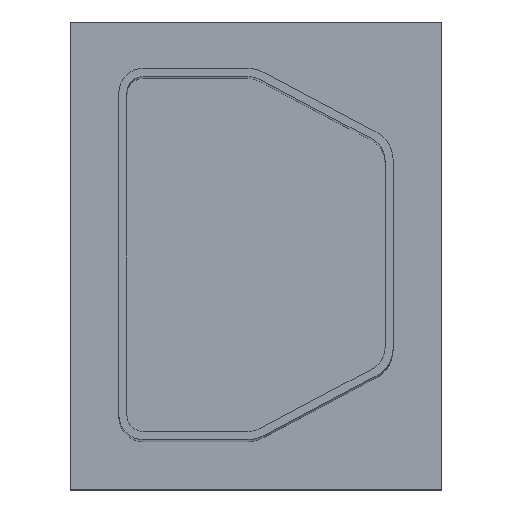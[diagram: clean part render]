
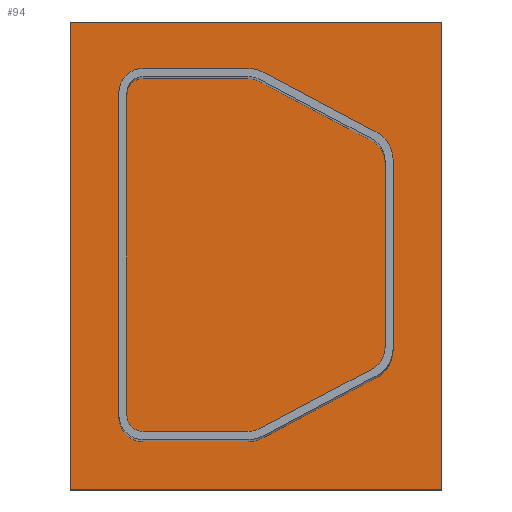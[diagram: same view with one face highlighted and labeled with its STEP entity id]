
A CAD part, top view. The second image highlights one B-rep face of the part: STEP entity #94.
In plain terms, the highlighted planar face has unit normal (0, 0, 1).
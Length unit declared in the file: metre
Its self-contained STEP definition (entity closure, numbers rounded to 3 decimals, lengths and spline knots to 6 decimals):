
#94=ADVANCED_FACE('2:1831',(#162),#163,.F.);
#162=FACE_OUTER_BOUND('',#230,.T.);
#163=PLANE('',#231);
#230=EDGE_LOOP('',(#491,#492,#493,#494));
#231=AXIS2_PLACEMENT_3D('',#495,#496,#497);
#491=ORIENTED_EDGE('',*,*,#583,.F.);
#492=ORIENTED_EDGE('',*,*,#574,.F.);
#493=ORIENTED_EDGE('',*,*,#578,.F.);
#494=ORIENTED_EDGE('',*,*,#581,.F.);
#495=CARTESIAN_POINT('',(0.023,0.029,0.005));
#496=DIRECTION('',(0.,0.,-1.0));
#497=DIRECTION('',(1.0,0.0,0.));
#574=EDGE_CURVE('2:1840',#707,#709,#710,.T.);
#578=EDGE_CURVE('2:1852',#714,#707,#716,.T.);
#581=EDGE_CURVE('2:1861',#719,#714,#721,.T.);
#583=EDGE_CURVE('2:1867',#709,#719,#723,.T.);
#707=VERTEX_POINT('',#896);
#709=VERTEX_POINT('',#899);
#710=LINE('',#900,#901);
#714=VERTEX_POINT('',#907);
#716=LINE('',#910,#911);
#719=VERTEX_POINT('',#915);
#721=LINE('',#918,#919);
#723=LINE('',#922,#923);
#896=CARTESIAN_POINT('',(0.046,0.0,0.005));
#899=CARTESIAN_POINT('',(0.0,0.0,0.005));
#900=CARTESIAN_POINT('',(0.046,0.0,0.005));
#901=VECTOR('',#1046,1.0);
#907=CARTESIAN_POINT('',(0.046,0.058,0.005));
#910=CARTESIAN_POINT('',(0.046,0.058,0.005));
#911=VECTOR('',#1050,1.0);
#915=CARTESIAN_POINT('',(0.0,0.058,0.005));
#918=CARTESIAN_POINT('',(0.0,0.058,0.005));
#919=VECTOR('',#1053,1.0);
#922=CARTESIAN_POINT('',(0.0,0.0,0.005));
#923=VECTOR('',#1055,1.0);
#1046=DIRECTION('',(-1.0,0.0,0.));
#1050=DIRECTION('',(0.,-1.0,0.));
#1053=DIRECTION('',(1.0,0.0,0.));
#1055=DIRECTION('',(0.,1.0,0.));
